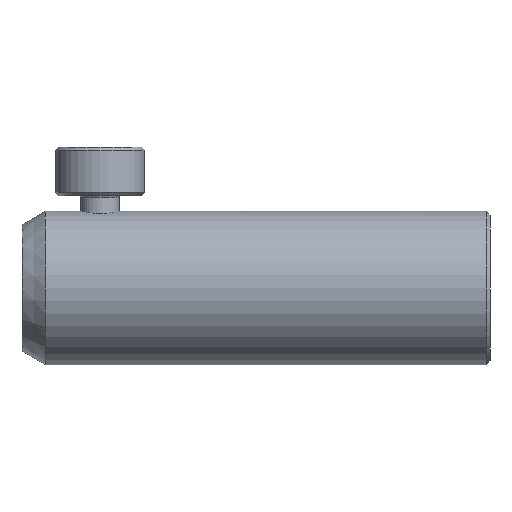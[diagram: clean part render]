
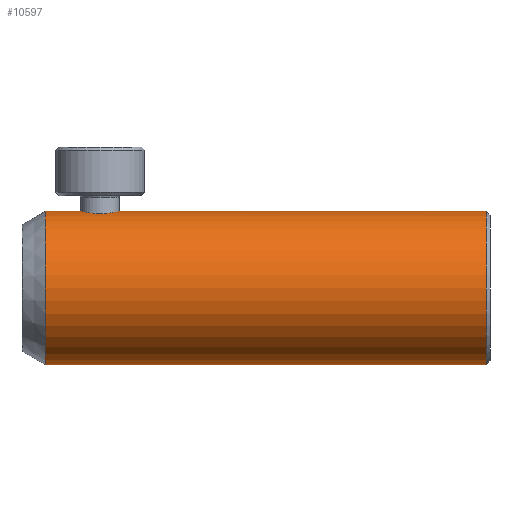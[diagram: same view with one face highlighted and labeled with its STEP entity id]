
A CAD part, left-side view. The second image highlights one B-rep face of the part: STEP entity #10597.
In plain terms, the highlighted cylindrical face has radius 12.5 mm (diameter 25 mm), a partial arc.
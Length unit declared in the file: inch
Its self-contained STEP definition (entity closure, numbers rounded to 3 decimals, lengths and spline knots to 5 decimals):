
#1459 = CARTESIAN_POINT ( 'NONE',  ( 0., -1.475, -0.49213 ) ) ;
#1675 = CARTESIAN_POINT ( 'NONE',  ( 0., 0.88158, 0.49213 ) ) ;
#1751 = CARTESIAN_POINT ( 'NONE',  ( 0., 1.35, -0.49213 ) ) ;
#1757 = CARTESIAN_POINT ( 'NONE',  ( 0., 1.35, 0.49213 ) ) ;
#1810 = CARTESIAN_POINT ( 'NONE',  ( 0., 1.11842, 0.49213 ) ) ;
#2449 = ORIENTED_EDGE ( 'NONE', *, *, #14201, .T. ) ;
#2474 = ORIENTED_EDGE ( 'NONE', *, *, #14254, .T. ) ;
#2598 = EDGE_LOOP ( 'NONE', ( #3002, #2767, #2449, #2766, #2625, #2474 ) ) ;
#2625 = ORIENTED_EDGE ( 'NONE', *, *, #14197, .F. ) ;
#2766 = ORIENTED_EDGE ( 'NONE', *, *, #7050, .T. ) ;
#2767 = ORIENTED_EDGE ( 'NONE', *, *, #7042, .T. ) ;
#3002 = ORIENTED_EDGE ( 'NONE', *, *, #14185, .F. ) ;
#3161 = B_SPLINE_CURVE_WITH_KNOTS ( 'NONE', 3,
 ( #17770, #17769, #17785, #17786, #17787, #17788, #17789, #17790, #17791, #17792, #17793, #17794, #17795, #17796, #17797, #17798, #17799, #17800, #17801, #17802, #17803, #17804, #17805, #17806 ),
 .UNSPECIFIED., .F., .F.,
 ( 4, 2, 2, 2, 2, 2, 2, 2, 2, 2, 2, 4 ),
 ( 0., 0.06248, 0.12496, 0.18744, 0.21868, 0.24992, 0.31241, 0.32803, 0.34365, 0.37489, 0.43737, 0.49985 ),
 .UNSPECIFIED. ) ;
#3337 = AXIS2_PLACEMENT_3D ( 'NONE', #12685, #12686, #12695 ) ;
#4491 = VERTEX_POINT ( 'NONE', #1757 ) ;
#4645 = VERTEX_POINT ( 'NONE', #1675 ) ;
#4675 = VERTEX_POINT ( 'NONE', #1459 ) ;
#4676 = VERTEX_POINT ( 'NONE', #1751 ) ;
#4910 = VERTEX_POINT ( 'NONE', #1810 ) ;
#5013 = VERTEX_POINT ( 'NONE', #5456 ) ;
#5456 = CARTESIAN_POINT ( 'NONE',  ( 0., -1.475, 0.49213 ) ) ;
#5615 = CARTESIAN_POINT ( 'NONE',  ( 0., -1.475, 0. ) ) ;
#5730 = DIRECTION ( 'NONE',  ( 0., 0., 1. ) ) ;
#5736 = DIRECTION ( 'NONE',  ( 0., 1., 0. ) ) ;
#5820 = CARTESIAN_POINT ( 'NONE',  ( 0., 1.35, 0. ) ) ;
#5821 = DIRECTION ( 'NONE',  ( 0., -1., 0. ) ) ;
#5833 = DIRECTION ( 'NONE',  ( 0., 0., 1. ) ) ;
#5954 = CIRCLE ( 'NONE', #7106, 0.49213 ) ;
#5963 = CIRCLE ( 'NONE', #7112, 0.49213 ) ;
#6515 = FACE_OUTER_BOUND ( 'NONE', #2598, .T. ) ;
#6524 = CYLINDRICAL_SURFACE ( 'NONE', #3337, 0.49213 ) ;
#6676 = VECTOR ( 'NONE', #17482, 39.37008 ) ;
#6678 = LINE ( 'NONE', #17480, #6676 ) ;
#6685 = LINE ( 'NONE', #17596, #6696 ) ;
#6691 = LINE ( 'NONE', #17558, #6692 ) ;
#6692 = VECTOR ( 'NONE', #17559, 39.37008 ) ;
#6696 = VECTOR ( 'NONE', #17591, 39.37008 ) ;
#7042 = EDGE_CURVE ( 'NONE', #4491, #4676, #5954, .T. ) ;
#7050 = EDGE_CURVE ( 'NONE', #4675, #5013, #5963, .T. ) ;
#7106 = AXIS2_PLACEMENT_3D ( 'NONE', #5820, #5821, #5833 ) ;
#7112 = AXIS2_PLACEMENT_3D ( 'NONE', #5615, #5736, #5730 ) ;
#10597 = ADVANCED_FACE ( 'NONE', ( #6515 ), #6524, .T. ) ;
#12685 = CARTESIAN_POINT ( 'NONE',  ( 0., 1.5, 0. ) ) ;
#12686 = DIRECTION ( 'NONE',  ( 0., -1., 0. ) ) ;
#12695 = DIRECTION ( 'NONE',  ( 0., 0., -1. ) ) ;
#14185 = EDGE_CURVE ( 'NONE', #4491, #4910, #6678, .T. ) ;
#14197 = EDGE_CURVE ( 'NONE', #4645, #5013, #6691, .T. ) ;
#14201 = EDGE_CURVE ( 'NONE', #4676, #4675, #6685, .T. ) ;
#14254 = EDGE_CURVE ( 'NONE', #4645, #4910, #3161, .T. ) ;
#17480 = CARTESIAN_POINT ( 'NONE',  ( 0., 1.5, 0.49213 ) ) ;
#17482 = DIRECTION ( 'NONE',  ( 0., -1., 0. ) ) ;
#17558 = CARTESIAN_POINT ( 'NONE',  ( 0., 1.5, 0.49213 ) ) ;
#17559 = DIRECTION ( 'NONE',  ( 0., -1., 0. ) ) ;
#17591 = DIRECTION ( 'NONE',  ( 0., -1., 0. ) ) ;
#17596 = CARTESIAN_POINT ( 'NONE',  ( 0., 1.5, -0.49213 ) ) ;
#17769 = CARTESIAN_POINT ( 'NONE',  ( -0.01639, 0.8816, 0.49213 ) ) ;
#17770 = CARTESIAN_POINT ( 'NONE',  ( 0., 0.88158, 0.49213 ) ) ;
#17785 = CARTESIAN_POINT ( 'NONE',  ( -0.03236, 0.88466, 0.49131 ) ) ;
#17786 = CARTESIAN_POINT ( 'NONE',  ( -0.06333, 0.89687, 0.48828 ) ) ;
#17787 = CARTESIAN_POINT ( 'NONE',  ( -0.07672, 0.90535, 0.48625 ) ) ;
#17788 = CARTESIAN_POINT ( 'NONE',  ( -0.09984, 0.92726, 0.48204 ) ) ;
#17789 = CARTESIAN_POINT ( 'NONE',  ( -0.10878, 0.94004, 0.48 ) ) ;
#17790 = CARTESIAN_POINT ( 'NONE',  ( -0.11834, 0.96192, 0.4777 ) ) ;
#17791 = CARTESIAN_POINT ( 'NONE',  ( -0.12077, 0.96943, 0.47708 ) ) ;
#17792 = CARTESIAN_POINT ( 'NONE',  ( -0.12398, 0.98454, 0.47626 ) ) ;
#17793 = CARTESIAN_POINT ( 'NONE',  ( -0.12478, 0.9922, 0.47604 ) ) ;
#17794 = CARTESIAN_POINT ( 'NONE',  ( -0.1248, 1.01548, 0.47604 ) ) ;
#17795 = CARTESIAN_POINT ( 'NONE',  ( -0.12161, 1.03055, 0.47691 ) ) ;
#17796 = CARTESIAN_POINT ( 'NONE',  ( -0.11355, 1.049, 0.47885 ) ) ;
#17797 = CARTESIAN_POINT ( 'NONE',  ( -0.11182, 1.0525, 0.47926 ) ) ;
#17798 = CARTESIAN_POINT ( 'NONE',  ( -0.10799, 1.05934, 0.48014 ) ) ;
#17799 = CARTESIAN_POINT ( 'NONE',  ( -0.10592, 1.06265, 0.4806 ) ) ;
#17800 = CARTESIAN_POINT ( 'NONE',  ( -0.09921, 1.07224, 0.48204 ) ) ;
#17801 = CARTESIAN_POINT ( 'NONE',  ( -0.09409, 1.07818, 0.48308 ) ) ;
#17802 = CARTESIAN_POINT ( 'NONE',  ( -0.07675, 1.09465, 0.48625 ) ) ;
#17803 = CARTESIAN_POINT ( 'NONE',  ( -0.06332, 1.10313, 0.48828 ) ) ;
#17804 = CARTESIAN_POINT ( 'NONE',  ( -0.03243, 1.11532, 0.4913 ) ) ;
#17805 = CARTESIAN_POINT ( 'NONE',  ( -0.01639, 1.1184, 0.49213 ) ) ;
#17806 = CARTESIAN_POINT ( 'NONE',  ( 0., 1.11842, 0.49213 ) ) ;
